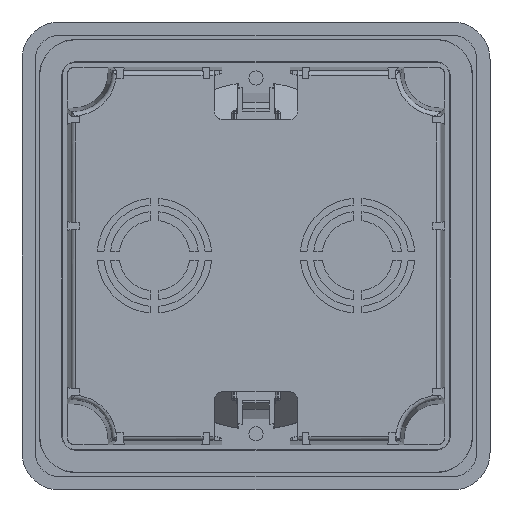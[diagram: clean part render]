
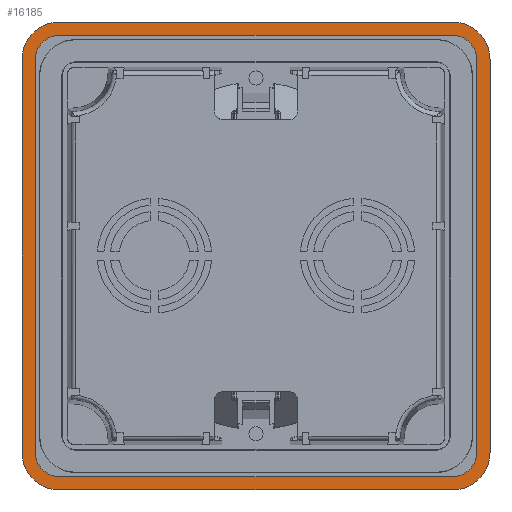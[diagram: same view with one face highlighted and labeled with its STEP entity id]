
A CAD part, top view. The second image highlights one B-rep face of the part: STEP entity #16185.
In plain terms, the highlighted planar face has unit normal (0, 0, 1).
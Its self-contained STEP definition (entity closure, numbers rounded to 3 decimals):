
#104 = DIRECTION ( 'NONE',  ( 1., 0., 0. ) ) ;
#300 = LINE ( 'NONE', #9274, #20141 ) ;
#326 = VECTOR ( 'NONE', #18410, 1000. ) ;
#331 = DIRECTION ( 'NONE',  ( 1., 0., 0. ) ) ;
#841 = AXIS2_PLACEMENT_3D ( 'NONE', #15047, #21724, #8217 ) ;
#1394 = EDGE_CURVE ( 'NONE', #12559, #18917, #16543, .T. ) ;
#1403 = VERTEX_POINT ( 'NONE', #25453 ) ;
#1528 = CIRCLE ( 'NONE', #7207, 5.5 ) ;
#1625 = ORIENTED_EDGE ( 'NONE', *, *, #1394, .T. ) ;
#1643 = ORIENTED_EDGE ( 'NONE', *, *, #3605, .F. ) ;
#1919 = DIRECTION ( 'NONE',  ( 0., -1., 0. ) ) ;
#1996 = CARTESIAN_POINT ( 'NONE',  ( -53., -44.5, 3. ) ) ;
#2661 = VECTOR ( 'NONE', #21457, 1000. ) ;
#2748 = VERTEX_POINT ( 'NONE', #27921 ) ;
#2758 = DIRECTION ( 'NONE',  ( 0., 0., -1. ) ) ;
#3254 = VERTEX_POINT ( 'NONE', #1996 ) ;
#3336 = CARTESIAN_POINT ( 'NONE',  ( -53., 44.5, 3. ) ) ;
#3373 = AXIS2_PLACEMENT_3D ( 'NONE', #17195, #5615, #19435 ) ;
#3375 = CARTESIAN_POINT ( 'NONE',  ( -44.5, -53., 3. ) ) ;
#3381 = VERTEX_POINT ( 'NONE', #27520 ) ;
#3566 = DIRECTION ( 'NONE',  ( 1., 0., 0. ) ) ;
#3605 = EDGE_CURVE ( 'NONE', #1403, #18666, #8683, .T. ) ;
#3776 = CARTESIAN_POINT ( 'NONE',  ( -44.5, 44.5, 3. ) ) ;
#3865 = DIRECTION ( 'NONE',  ( 0., 0., -1. ) ) ;
#3962 = EDGE_CURVE ( 'NONE', #18666, #3254, #21009, .T. ) ;
#4105 = EDGE_CURVE ( 'NONE', #3254, #16428, #7953, .T. ) ;
#4203 = CIRCLE ( 'NONE', #3373, 8.5 ) ;
#4214 = AXIS2_PLACEMENT_3D ( 'NONE', #27394, #2758, #331 ) ;
#4538 = CARTESIAN_POINT ( 'NONE',  ( -50., 44.5, 3. ) ) ;
#5176 = CARTESIAN_POINT ( 'NONE',  ( -44.5, -53., 3. ) ) ;
#5397 = CARTESIAN_POINT ( 'NONE',  ( 50., 44.5, 3. ) ) ;
#5437 = VECTOR ( 'NONE', #28065, 1000. ) ;
#5583 = VERTEX_POINT ( 'NONE', #6268 ) ;
#5615 = DIRECTION ( 'NONE',  ( 0., 0., -1. ) ) ;
#5697 = ORIENTED_EDGE ( 'NONE', *, *, #17571, .F. ) ;
#6137 = DIRECTION ( 'NONE',  ( 0., 1., 0. ) ) ;
#6268 = CARTESIAN_POINT ( 'NONE',  ( -44.5, 50., 3. ) ) ;
#6442 = CARTESIAN_POINT ( 'NONE',  ( 44.5, 53., 3. ) ) ;
#7207 = AXIS2_PLACEMENT_3D ( 'NONE', #24309, #17449, #10832 ) ;
#7477 = ORIENTED_EDGE ( 'NONE', *, *, #11056, .T. ) ;
#7529 = DIRECTION ( 'NONE',  ( 1., 0., 0. ) ) ;
#7622 = CARTESIAN_POINT ( 'NONE',  ( 44.5, 50., 3. ) ) ;
#7919 = EDGE_CURVE ( 'NONE', #28410, #2748, #18912, .T. ) ;
#7923 = EDGE_CURVE ( 'NONE', #14187, #28410, #1528, .T. ) ;
#7953 = LINE ( 'NONE', #19343, #18149 ) ;
#8068 = ORIENTED_EDGE ( 'NONE', *, *, #13649, .F. ) ;
#8217 = DIRECTION ( 'NONE',  ( 1., 0., 0. ) ) ;
#8247 = ORIENTED_EDGE ( 'NONE', *, *, #24947, .F. ) ;
#8258 = DIRECTION ( 'NONE',  ( -1., 0., 0. ) ) ;
#8450 = EDGE_CURVE ( 'NONE', #26750, #12223, #8619, .T. ) ;
#8590 = CARTESIAN_POINT ( 'NONE',  ( -50., 44.5, 3. ) ) ;
#8619 = LINE ( 'NONE', #8590, #17161 ) ;
#8683 = LINE ( 'NONE', #3375, #2661 ) ;
#9178 = ORIENTED_EDGE ( 'NONE', *, *, #22511, .T. ) ;
#9274 = CARTESIAN_POINT ( 'NONE',  ( -44.5, 53., 3. ) ) ;
#9426 = CARTESIAN_POINT ( 'NONE',  ( 44.5, 44.5, 3. ) ) ;
#10431 = DIRECTION ( 'NONE',  ( 0., 0., 1. ) ) ;
#10639 = DIRECTION ( 'NONE',  ( 0., 0., -1. ) ) ;
#10754 = CARTESIAN_POINT ( 'NONE',  ( 50., -44.5, 3. ) ) ;
#10771 = CARTESIAN_POINT ( 'NONE',  ( -50., -44.5, 3. ) ) ;
#10832 = DIRECTION ( 'NONE',  ( 1., 0., 0. ) ) ;
#11056 = EDGE_CURVE ( 'NONE', #2748, #26750, #26074, .T. ) ;
#11761 = EDGE_LOOP ( 'NONE', ( #26148, #15992, #7477, #22219, #23874, #18664, #1625, #9178 ) ) ;
#12032 = VERTEX_POINT ( 'NONE', #21758 ) ;
#12110 = ORIENTED_EDGE ( 'NONE', *, *, #3962, .F. ) ;
#12220 = VECTOR ( 'NONE', #8258, 1000. ) ;
#12223 = VERTEX_POINT ( 'NONE', #4538 ) ;
#12326 = EDGE_CURVE ( 'NONE', #23608, #1403, #18770, .T. ) ;
#12550 = CARTESIAN_POINT ( 'NONE',  ( -44.5, -50., 3. ) ) ;
#12559 = VERTEX_POINT ( 'NONE', #7622 ) ;
#12956 = AXIS2_PLACEMENT_3D ( 'NONE', #9426, #10639, #23469 ) ;
#13028 = ORIENTED_EDGE ( 'NONE', *, *, #4105, .F. ) ;
#13207 = CARTESIAN_POINT ( 'NONE',  ( -44.5, 50., 3. ) ) ;
#13332 = AXIS2_PLACEMENT_3D ( 'NONE', #3776, #3865, #14996 ) ;
#13649 = EDGE_CURVE ( 'NONE', #16428, #12032, #4203, .T. ) ;
#14050 = DIRECTION ( 'NONE',  ( 0., 0., -1. ) ) ;
#14187 = VERTEX_POINT ( 'NONE', #10754 ) ;
#14996 = DIRECTION ( 'NONE',  ( 1., 0., 0. ) ) ;
#15047 = CARTESIAN_POINT ( 'NONE',  ( 44.5, -44.5, 3. ) ) ;
#15260 = LINE ( 'NONE', #13207, #326 ) ;
#15989 = FACE_BOUND ( 'NONE', #11761, .T. ) ;
#15992 = ORIENTED_EDGE ( 'NONE', *, *, #7919, .T. ) ;
#16185 = ADVANCED_FACE ( 'NONE', ( #15989, #27273 ), #19201, .T. ) ;
#16428 = VERTEX_POINT ( 'NONE', #3336 ) ;
#16543 = CIRCLE ( 'NONE', #18496, 5.5 ) ;
#17161 = VECTOR ( 'NONE', #6137, 1000. ) ;
#17195 = CARTESIAN_POINT ( 'NONE',  ( -44.5, 44.5, 3. ) ) ;
#17449 = DIRECTION ( 'NONE',  ( 0., 0., -1. ) ) ;
#17571 = EDGE_CURVE ( 'NONE', #20667, #3381, #29370, .T. ) ;
#18149 = VECTOR ( 'NONE', #29325, 1000. ) ;
#18186 = VECTOR ( 'NONE', #1919, 1000. ) ;
#18410 = DIRECTION ( 'NONE',  ( 1., 0., 0. ) ) ;
#18496 = AXIS2_PLACEMENT_3D ( 'NONE', #25347, #14050, #7529 ) ;
#18664 = ORIENTED_EDGE ( 'NONE', *, *, #24726, .T. ) ;
#18666 = VERTEX_POINT ( 'NONE', #5176 ) ;
#18770 = CIRCLE ( 'NONE', #841, 8.5 ) ;
#18845 = EDGE_CURVE ( 'NONE', #12223, #5583, #28620, .T. ) ;
#18912 = LINE ( 'NONE', #12550, #12220 ) ;
#18917 = VERTEX_POINT ( 'NONE', #28629 ) ;
#19080 = ORIENTED_EDGE ( 'NONE', *, *, #28934, .F. ) ;
#19201 = PLANE ( 'NONE',  #25057 ) ;
#19343 = CARTESIAN_POINT ( 'NONE',  ( -53., 44.5, 3. ) ) ;
#19435 = DIRECTION ( 'NONE',  ( 1., 0., 0. ) ) ;
#20141 = VECTOR ( 'NONE', #104, 1000. ) ;
#20667 = VERTEX_POINT ( 'NONE', #6442 ) ;
#20774 = ORIENTED_EDGE ( 'NONE', *, *, #12326, .F. ) ;
#21009 = CIRCLE ( 'NONE', #28824, 8.5 ) ;
#21457 = DIRECTION ( 'NONE',  ( -1., 0., 0. ) ) ;
#21724 = DIRECTION ( 'NONE',  ( 0., 0., -1. ) ) ;
#21758 = CARTESIAN_POINT ( 'NONE',  ( -44.5, 53., 3. ) ) ;
#21964 = CARTESIAN_POINT ( 'NONE',  ( 44.5, -50., 3. ) ) ;
#22219 = ORIENTED_EDGE ( 'NONE', *, *, #8450, .T. ) ;
#22511 = EDGE_CURVE ( 'NONE', #18917, #14187, #27363, .T. ) ;
#23469 = DIRECTION ( 'NONE',  ( 1., 0., 0. ) ) ;
#23608 = VERTEX_POINT ( 'NONE', #24530 ) ;
#23738 = CARTESIAN_POINT ( 'NONE',  ( -44.5, 44.5, 3. ) ) ;
#23874 = ORIENTED_EDGE ( 'NONE', *, *, #18845, .T. ) ;
#24309 = CARTESIAN_POINT ( 'NONE',  ( 44.5, -44.5, 3. ) ) ;
#24530 = CARTESIAN_POINT ( 'NONE',  ( 53., -44.5, 3. ) ) ;
#24640 = CARTESIAN_POINT ( 'NONE',  ( 53., 44.5, 3. ) ) ;
#24726 = EDGE_CURVE ( 'NONE', #5583, #12559, #15260, .T. ) ;
#24947 = EDGE_CURVE ( 'NONE', #12032, #20667, #300, .T. ) ;
#25057 = AXIS2_PLACEMENT_3D ( 'NONE', #23738, #10431, #3566 ) ;
#25182 = CARTESIAN_POINT ( 'NONE',  ( -44.5, -44.5, 3. ) ) ;
#25347 = CARTESIAN_POINT ( 'NONE',  ( 44.5, 44.5, 3. ) ) ;
#25453 = CARTESIAN_POINT ( 'NONE',  ( 44.5, -53., 3. ) ) ;
#25841 = EDGE_LOOP ( 'NONE', ( #20774, #19080, #5697, #8247, #8068, #13028, #12110, #1643 ) ) ;
#26074 = CIRCLE ( 'NONE', #4214, 5.5 ) ;
#26148 = ORIENTED_EDGE ( 'NONE', *, *, #7923, .T. ) ;
#26750 = VERTEX_POINT ( 'NONE', #10771 ) ;
#27273 = FACE_OUTER_BOUND ( 'NONE', #25841, .T. ) ;
#27363 = LINE ( 'NONE', #5397, #5437 ) ;
#27394 = CARTESIAN_POINT ( 'NONE',  ( -44.5, -44.5, 3. ) ) ;
#27520 = CARTESIAN_POINT ( 'NONE',  ( 53., 44.5, 3. ) ) ;
#27681 = DIRECTION ( 'NONE',  ( 0., 0., -1. ) ) ;
#27786 = DIRECTION ( 'NONE',  ( 1., 0., 0. ) ) ;
#27921 = CARTESIAN_POINT ( 'NONE',  ( -44.5, -50., 3. ) ) ;
#28065 = DIRECTION ( 'NONE',  ( 0., -1., 0. ) ) ;
#28410 = VERTEX_POINT ( 'NONE', #21964 ) ;
#28475 = LINE ( 'NONE', #24640, #18186 ) ;
#28620 = CIRCLE ( 'NONE', #13332, 5.5 ) ;
#28629 = CARTESIAN_POINT ( 'NONE',  ( 50., 44.5, 3. ) ) ;
#28824 = AXIS2_PLACEMENT_3D ( 'NONE', #25182, #27681, #27786 ) ;
#28934 = EDGE_CURVE ( 'NONE', #3381, #23608, #28475, .T. ) ;
#29325 = DIRECTION ( 'NONE',  ( 0., 1., 0. ) ) ;
#29370 = CIRCLE ( 'NONE', #12956, 8.5 ) ;
